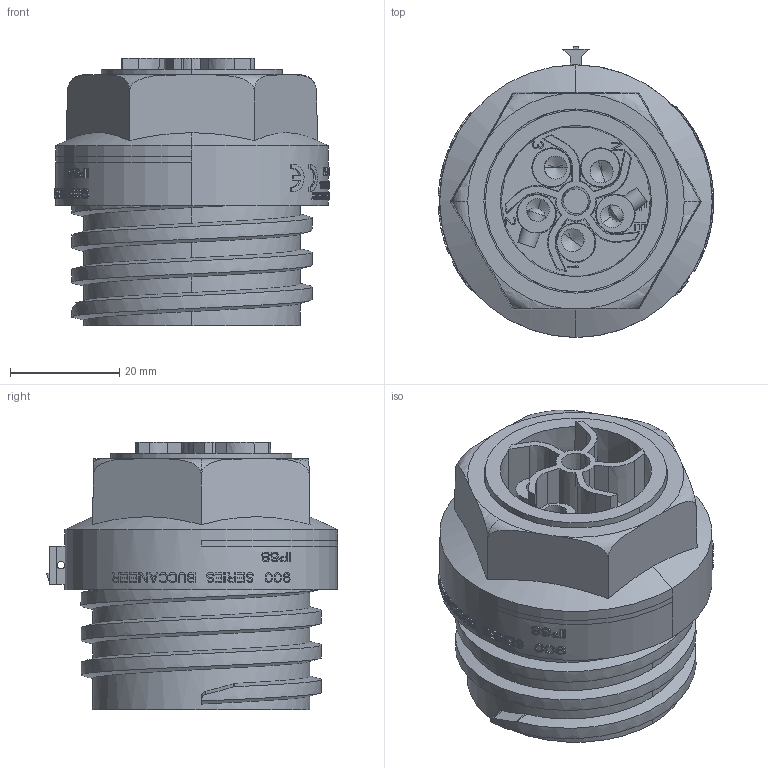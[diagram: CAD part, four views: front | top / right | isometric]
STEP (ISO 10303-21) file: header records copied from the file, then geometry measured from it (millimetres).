
FILE_DESCRIPTION(('STEP AP242'),'1');
FILE_NAME('px0931-05-s.stp','2023-02-15T14:40:31',('TraceParts'),('TraceParts S.A.'),'Spatial InterOp 3D',' ',' ');
FILE_SCHEMA(('AP242_MANAGED_MODEL_BASED_3D_ENGINEERING_MIM_LF {1 0 10303 442 1 1 4}'));
Length unit declared in the file: millimetre
Products named in the file (1): px0931-05-s
Bounding box: 50.48 x 53.4 x 49 mm (x, y, z)
Volume: 50765.1 mm3; surface area: 29775.5 mm2
Topology: 1 solids, 1 shells, 3342 faces, 9376 edges, 6225 vertices
Faces by surface type: plane 2941, cylinder 278, cone 101, bspline 10, torus 8, sphere 4
Entity records: 116247 total; most frequent: CARTESIAN_POINT 35236, ORIENTED_EDGE 18704, DIRECTION 14160, EDGE_CURVE 9352, VERTEX_POINT 6225, AXIS2_PLACEMENT_3D 4765, LINE 4630, VECTOR 4630
